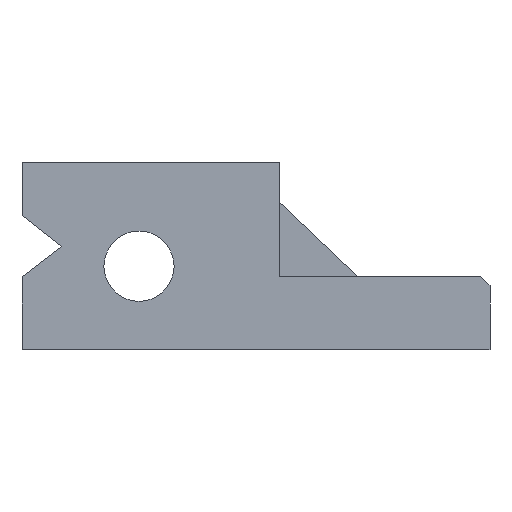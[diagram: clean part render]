
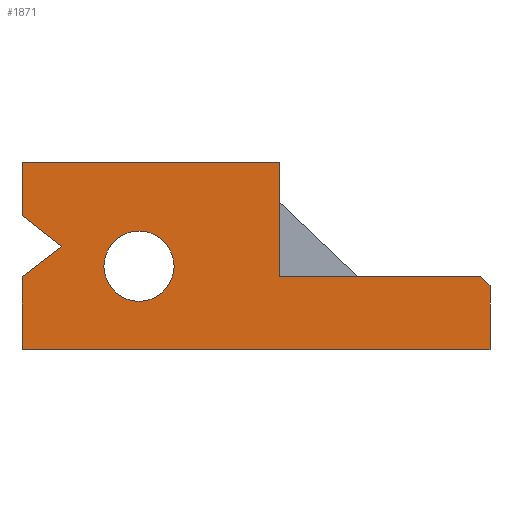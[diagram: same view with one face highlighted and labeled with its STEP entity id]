
A CAD part, front view. The second image highlights one B-rep face of the part: STEP entity #1871.
In plain terms, the highlighted planar face has unit normal (0, -1, 0).
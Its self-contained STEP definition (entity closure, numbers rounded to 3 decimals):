
#438=CARTESIAN_POINT('Vertex',(0.,0.,0.)) ;
#452=CARTESIAN_POINT('Vertex',(100.,0.,0.)) ;
#455=CARTESIAN_POINT('Line Origine',(50.,0.,0.)) ;
#1570=CARTESIAN_POINT('Vertex',(17.5,0.,17.813)) ;
#1584=CARTESIAN_POINT('Vertex',(32.5,0.,17.813)) ;
#1587=CARTESIAN_POINT('Axis2P3D Location',(25.,0.,17.813)) ;
#1604=CARTESIAN_POINT('Axis2P3D Location',(25.,0.,17.813)) ;
#1628=CARTESIAN_POINT('Line Origine',(0.,0.,7.794)) ;
#1632=CARTESIAN_POINT('Vertex',(0.,0.,15.588)) ;
#1647=CARTESIAN_POINT('Line Origine',(0.,0.,34.317)) ;
#1651=CARTESIAN_POINT('Vertex',(0.,0.,28.633)) ;
#1653=CARTESIAN_POINT('Vertex',(0.,0.,40.)) ;
#1698=CARTESIAN_POINT('Vertex',(8.472,0.,22.029)) ;
#1701=CARTESIAN_POINT('Line Origine',(4.236,0.,25.331)) ;
#1723=CARTESIAN_POINT('Line Origine',(4.236,0.,18.808)) ;
#1740=CARTESIAN_POINT('Line Origine',(100.,0.,6.819)) ;
#1744=CARTESIAN_POINT('Vertex',(100.,0.,13.638)) ;
#1775=CARTESIAN_POINT('Vertex',(98.,0.,15.638)) ;
#1796=CARTESIAN_POINT('Vertex',(55.,0.,15.638)) ;
#1799=CARTESIAN_POINT('Line Origine',(76.5,0.,15.638)) ;
#1833=CARTESIAN_POINT('Axis2P3D Location',(0.,0.,0.)) ;
#1838=CARTESIAN_POINT('Line Origine',(55.,0.,27.819)) ;
#1842=CARTESIAN_POINT('Vertex',(55.,0.,40.)) ;
#1845=CARTESIAN_POINT('Line Origine',(27.5,0.,40.)) ;
#1850=CARTESIAN_POINT('Line Origine',(99.,0.,14.638)) ;
#456=DIRECTION('Vector Direction',(1.,0.,0.)) ;
#1588=DIRECTION('Axis2P3D Direction',(0.,1.,-0.)) ;
#1605=DIRECTION('Axis2P3D Direction',(0.,1.,-0.)) ;
#1629=DIRECTION('Vector Direction',(0.,0.,1.)) ;
#1648=DIRECTION('Vector Direction',(0.,0.,1.)) ;
#1702=DIRECTION('Vector Direction',(-0.789,0.,0.615)) ;
#1724=DIRECTION('Vector Direction',(0.796,0.,0.605)) ;
#1741=DIRECTION('Vector Direction',(0.,0.,1.)) ;
#1800=DIRECTION('Vector Direction',(-1.,0.,0.)) ;
#1834=DIRECTION('Axis2P3D Direction',(0.,-1.,0.)) ;
#1835=DIRECTION('Axis2P3D XDirection',(1.,0.,0.)) ;
#1839=DIRECTION('Vector Direction',(0.,0.,-1.)) ;
#1846=DIRECTION('Vector Direction',(1.,0.,0.)) ;
#1851=DIRECTION('Vector Direction',(-0.707,0.,0.707)) ;
#1589=AXIS2_PLACEMENT_3D('Circle Axis2P3D',#1587,#1588,$) ;
#1606=AXIS2_PLACEMENT_3D('Circle Axis2P3D',#1604,#1605,$) ;
#1836=AXIS2_PLACEMENT_3D('Plane Axis2P3D',#1833,#1834,#1835) ;
#1856=ORIENTED_EDGE('',*,*,#1803,.F.) ;
#1857=ORIENTED_EDGE('',*,*,#1844,.F.) ;
#1858=ORIENTED_EDGE('',*,*,#1849,.F.) ;
#1859=ORIENTED_EDGE('',*,*,#1655,.F.) ;
#1860=ORIENTED_EDGE('',*,*,#1705,.T.) ;
#1861=ORIENTED_EDGE('',*,*,#1727,.T.) ;
#1862=ORIENTED_EDGE('',*,*,#1634,.F.) ;
#1863=ORIENTED_EDGE('',*,*,#459,.T.) ;
#1864=ORIENTED_EDGE('',*,*,#1746,.T.) ;
#1865=ORIENTED_EDGE('',*,*,#1854,.F.) ;
#1868=ORIENTED_EDGE('',*,*,#1591,.T.) ;
#1869=ORIENTED_EDGE('',*,*,#1608,.T.) ;
#1870=FACE_BOUND('',#1867,.T.) ;
#457=VECTOR('Line Direction',#456,1.) ;
#1630=VECTOR('Line Direction',#1629,1.) ;
#1649=VECTOR('Line Direction',#1648,1.) ;
#1703=VECTOR('Line Direction',#1702,1.) ;
#1725=VECTOR('Line Direction',#1724,1.) ;
#1742=VECTOR('Line Direction',#1741,1.) ;
#1801=VECTOR('Line Direction',#1800,1.) ;
#1840=VECTOR('Line Direction',#1839,1.) ;
#1847=VECTOR('Line Direction',#1846,1.) ;
#1852=VECTOR('Line Direction',#1851,1.) ;
#1871=ADVANCED_FACE('PartBody',(#1866,#1870),#1837,.T.) ;
#1590=CIRCLE('generated circle',#1589,7.5) ;
#1607=CIRCLE('generated circle',#1606,7.5) ;
#459=EDGE_CURVE('',#439,#453,#458,.T.) ;
#1591=EDGE_CURVE('',#1571,#1585,#1590,.T.) ;
#1608=EDGE_CURVE('',#1585,#1571,#1607,.T.) ;
#1634=EDGE_CURVE('',#439,#1633,#1631,.T.) ;
#1655=EDGE_CURVE('',#1652,#1654,#1650,.T.) ;
#1705=EDGE_CURVE('',#1652,#1699,#1704,.F.) ;
#1727=EDGE_CURVE('',#1699,#1633,#1726,.F.) ;
#1746=EDGE_CURVE('',#453,#1745,#1743,.T.) ;
#1803=EDGE_CURVE('',#1797,#1776,#1802,.F.) ;
#1844=EDGE_CURVE('',#1843,#1797,#1841,.T.) ;
#1849=EDGE_CURVE('',#1654,#1843,#1848,.T.) ;
#1854=EDGE_CURVE('',#1776,#1745,#1853,.F.) ;
#1855=EDGE_LOOP('',(#1856,#1857,#1858,#1859,#1860,#1861,#1862,#1863,#1864,#1865)) ;
#1867=EDGE_LOOP('',(#1868,#1869)) ;
#1866=FACE_OUTER_BOUND('',#1855,.T.) ;
#458=LINE('Line',#455,#457) ;
#1631=LINE('Line',#1628,#1630) ;
#1650=LINE('Line',#1647,#1649) ;
#1704=LINE('Line',#1701,#1703) ;
#1726=LINE('Line',#1723,#1725) ;
#1743=LINE('Line',#1740,#1742) ;
#1802=LINE('Line',#1799,#1801) ;
#1841=LINE('Line',#1838,#1840) ;
#1848=LINE('Line',#1845,#1847) ;
#1853=LINE('Line',#1850,#1852) ;
#1837=PLANE('',#1836) ;
#439=VERTEX_POINT('',#438) ;
#453=VERTEX_POINT('',#452) ;
#1571=VERTEX_POINT('',#1570) ;
#1585=VERTEX_POINT('',#1584) ;
#1633=VERTEX_POINT('',#1632) ;
#1652=VERTEX_POINT('',#1651) ;
#1654=VERTEX_POINT('',#1653) ;
#1699=VERTEX_POINT('',#1698) ;
#1745=VERTEX_POINT('',#1744) ;
#1776=VERTEX_POINT('',#1775) ;
#1797=VERTEX_POINT('',#1796) ;
#1843=VERTEX_POINT('',#1842) ;
